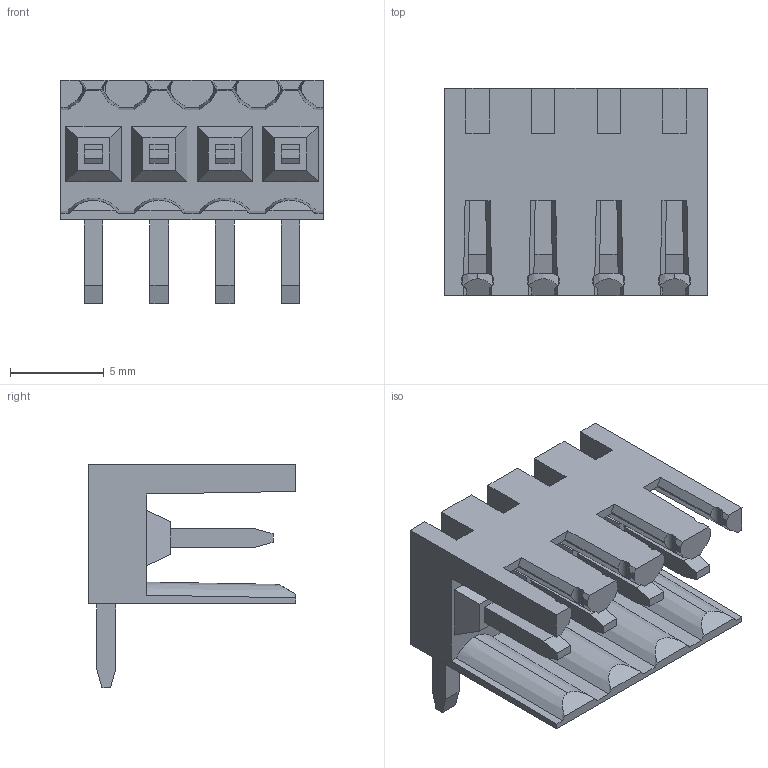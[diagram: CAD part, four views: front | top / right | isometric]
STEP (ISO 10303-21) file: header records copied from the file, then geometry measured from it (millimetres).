
FILE_DESCRIPTION(('CATIA V5 STEP Exchange','CAx-IF Rec.Pracs.--- Model Styling and Organization---1.4--- 2014-01-23'),'2;1');
FILE_NAME ('D1488105_0_1615310000_1615310000.stp','2021-06-01T07:35:02+00:00',('none'),('Weidmueller'),'CATIA Version 5-6 Release 2016 SP3 HF44','CATIA V5 STEP AP214','none');
FILE_SCHEMA(('AUTOMOTIVE_DESIGN { 1 0 10303 214 1 1 1 1 }'));
Length unit declared in the file: millimetre
Products named in the file (1): 1615310000
Bounding box: 14 x 11.05 x 11.95 mm (x, y, z)
Volume: 511 mm3; surface area: 1283.8 mm2
Topology: 5 solids, 5 shells, 260 faces, 763 edges, 513 vertices
Faces by surface type: plane 210, cylinder 32, cone 18
Entity records: 8879 total; most frequent: CARTESIAN_POINT 1943, ORIENTED_EDGE 1526, DIRECTION 1127, EDGE_CURVE 763, VECTOR 583, LINE 583, VERTEX_POINT 513, AXIS2_PLACEMENT_3D 323
